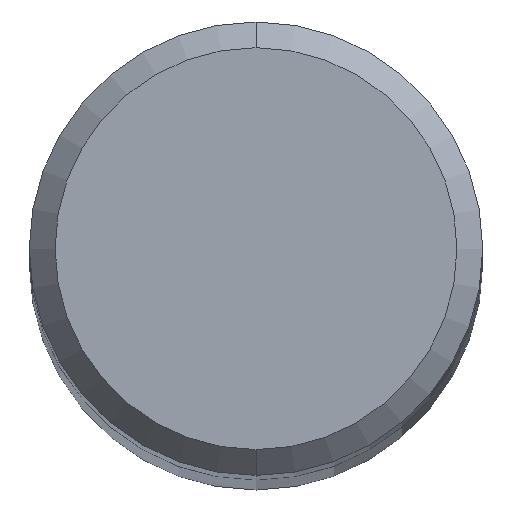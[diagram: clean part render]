
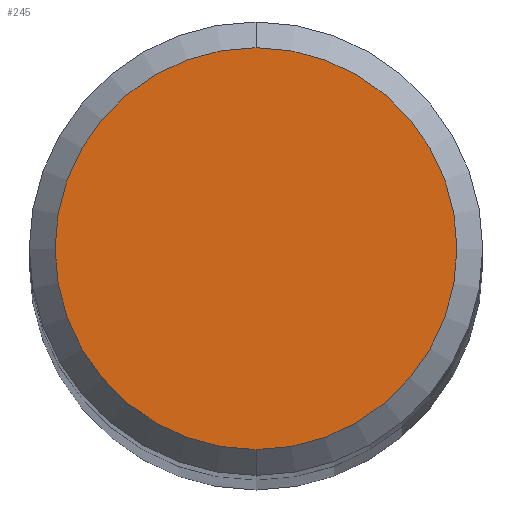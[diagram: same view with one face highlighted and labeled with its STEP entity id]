
A CAD part, top view. The second image highlights one B-rep face of the part: STEP entity #245.
In plain terms, the highlighted planar face has unit normal (0, 0, 1).
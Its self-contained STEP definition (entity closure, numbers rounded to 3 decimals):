
#189=VERTEX_POINT('',#449);
#209=EDGE_CURVE('',#189,#287,#469,.T.);
#245=ADVANCED_FACE('',(#508),#509,.T.);
#287=VERTEX_POINT('',#558);
#323=EDGE_CURVE('',#287,#189,#596,.T.);
#449=CARTESIAN_POINT('',(0.,-3.9,48.0));
#469=CIRCLE('',#792,3.9);
#508=FACE_OUTER_BOUND('',#899,.T.);
#509=PLANE('',#900);
#558=CARTESIAN_POINT('',(0.0,3.9,48.0));
#596=CIRCLE('',#1106,3.9);
#792=AXIS2_PLACEMENT_3D('',#1309,#1310,#1311);
#899=EDGE_LOOP('',(#1356,#1357));
#900=AXIS2_PLACEMENT_3D('',#1358,#1359,#1360);
#1106=AXIS2_PLACEMENT_3D('',#1470,#1471,#1472);
#1309=CARTESIAN_POINT('',(0.0,0.0,48.0));
#1310=DIRECTION('',(0.0,0.0,-1.0));
#1311=DIRECTION('',(0.0,1.0,0.0));
#1356=ORIENTED_EDGE('',*,*,#323,.F.);
#1357=ORIENTED_EDGE('',*,*,#209,.F.);
#1358=CARTESIAN_POINT('',(0.0,1.95,48.0));
#1359=DIRECTION('',(0.0,0.0,1.0));
#1360=DIRECTION('',(0.0,-1.0,0.0));
#1470=CARTESIAN_POINT('',(0.0,0.0,48.0));
#1471=DIRECTION('',(0.0,0.0,-1.0));
#1472=DIRECTION('',(0.0,1.0,0.0));
